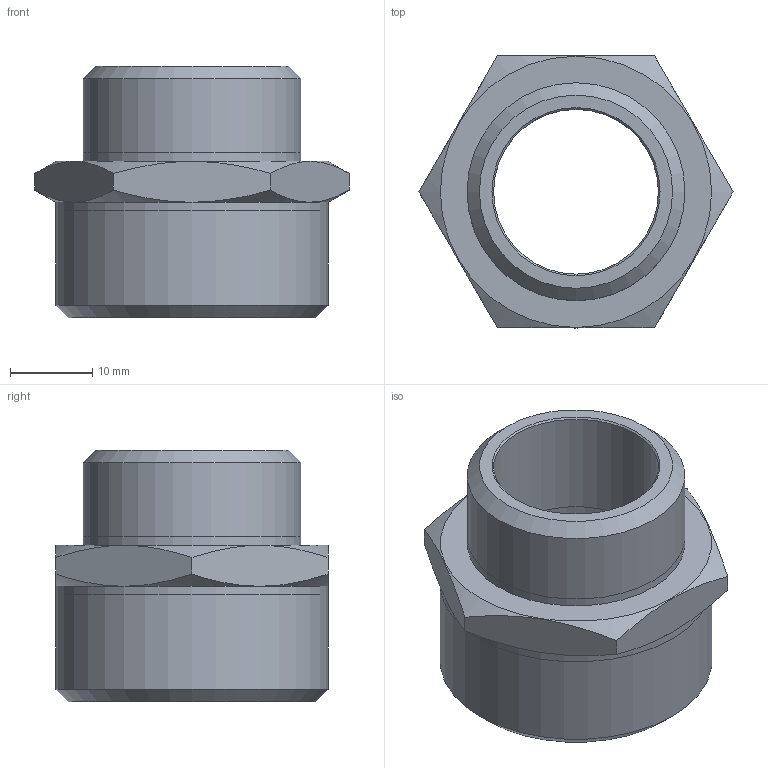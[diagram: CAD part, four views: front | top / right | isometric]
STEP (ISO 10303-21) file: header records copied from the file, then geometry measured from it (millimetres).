
FILE_DESCRIPTION(( 'RA.11.34.01.stp' ), '1');
FILE_NAME( 'RA.11.34.01.stp', '2018-09-27T17:28:00',( 'Sopra'),('sopra-pneumatic.com'), 'SwSTEP 2.0','SolidWorks 2009','' );
FILE_SCHEMA (('AUTOMOTIVE_DESIGN {1 0 10303 214 3 1 1}'));
Length unit declared in the file: millimetre
Products named in the file (1): NR261134NI
Bounding box: 38.11 x 33 x 30.5 mm (x, y, z)
Volume: 9588.4 mm3; surface area: 6089.8 mm2
Topology: 1 solids, 1 shells, 27 faces, 61 edges, 37 vertices
Faces by surface type: cone 12, plane 9, cylinder 6
Full cylindrical faces by diameter (mm): 20 x1, 26 x1, 26.441 x2, 33 x2
Entity records: 899 total; most frequent: CARTESIAN_POINT 180, DIRECTION 102, ORIENTED_EDGE 88, AXIS2_PLACEMENT_3D 48, EDGE_CURVE 44, EDGE_LOOP 42, FACE_BOUND 42, VERTEX_POINT 32
